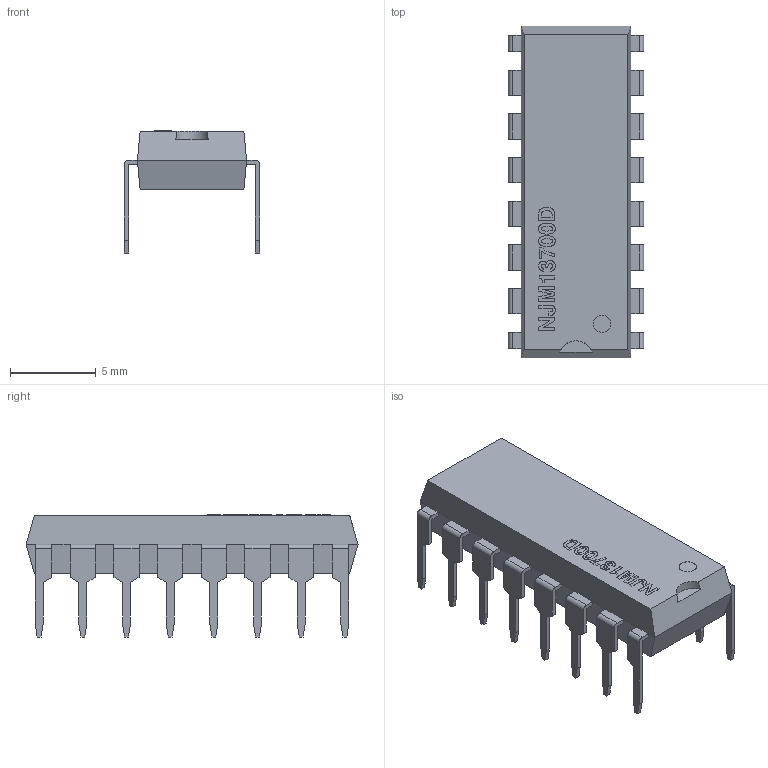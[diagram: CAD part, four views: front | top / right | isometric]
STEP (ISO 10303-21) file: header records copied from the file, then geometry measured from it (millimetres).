
FILE_DESCRIPTION(('FreeCAD Model'),'2;1');
FILE_NAME('NJM13700D.step','2019-07-08T17:39:28',('Author'),( ''),'Open CASCADE STEP processor 7.3','FreeCAD','Unknown');
FILE_SCHEMA(('AUTOMOTIVE_DESIGN { 1 0 10303 214 1 1 1 1 }'));
Length unit declared in the file: millimetre
Products named in the file (1): NJM13700D
Bounding box: 7.87 x 19.3 x 7.1 mm (x, y, z)
Volume: 415.2 mm3; surface area: 592.7 mm2
Topology: 1 solids, 1 shells, 389 faces, 1086 edges, 712 vertices
Faces by surface type: plane 267, extrusion 96, cylinder 18, bspline 8
Full cylindrical faces by diameter (mm): 1 x1
Entity records: 15189 total; most frequent: CARTESIAN_POINT 2959, ORIENTED_EDGE 2172, DIRECTION 1539, EDGE_CURVE 1086, VECTOR 895, LINE 799, VERTEX_POINT 712, FACE_BOUND 402
